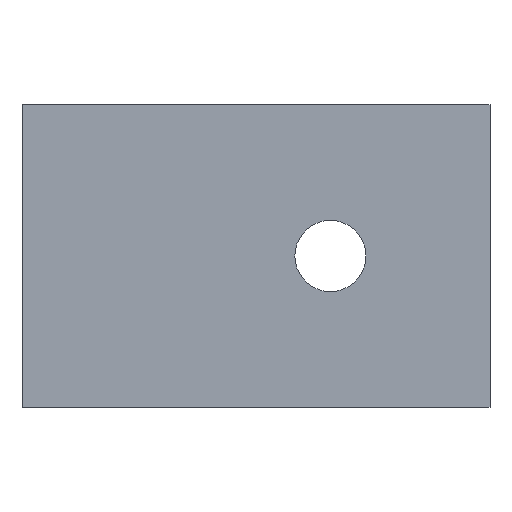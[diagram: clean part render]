
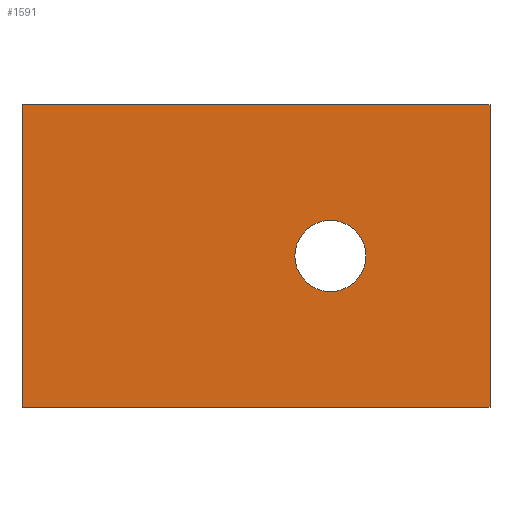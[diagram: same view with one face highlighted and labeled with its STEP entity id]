
A CAD part, front view. The second image highlights one B-rep face of the part: STEP entity #1591.
In plain terms, the highlighted planar face has unit normal (0, -1, 0).
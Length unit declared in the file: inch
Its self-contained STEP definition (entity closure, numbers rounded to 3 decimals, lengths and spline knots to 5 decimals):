
#41 = DIRECTION ( 'NONE',  ( 0., 0., 1. ) ) ;
#146 = DIRECTION ( 'NONE',  ( 0., 0., 1. ) ) ;
#163 = LINE ( 'NONE', #1744, #1926 ) ;
#217 = CARTESIAN_POINT ( 'NONE',  ( 0., 0., 0.82874 ) ) ;
#255 = EDGE_CURVE ( 'NONE', #2658, #2396, #611, .T. ) ;
#275 = EDGE_CURVE ( 'NONE', #2396, #2658, #1534, .T. ) ;
#375 = EDGE_CURVE ( 'NONE', #696, #2213, #163, .T. ) ;
#524 = DIRECTION ( 'NONE',  ( 0., -1., 0. ) ) ;
#611 = CIRCLE ( 'NONE', #2325, 0.19488 ) ;
#696 = VERTEX_POINT ( 'NONE', #968 ) ;
#780 = VERTEX_POINT ( 'NONE', #875 ) ;
#810 = CARTESIAN_POINT ( 'NONE',  ( 1.68898, 0., -0.19488 ) ) ;
#816 = ORIENTED_EDGE ( 'NONE', *, *, #255, .F. ) ;
#854 = LINE ( 'NONE', #2189, #1821 ) ;
#875 = CARTESIAN_POINT ( 'NONE',  ( 0., 0., 0.82874 ) ) ;
#934 = DIRECTION ( 'NONE',  ( 0., 0., 1. ) ) ;
#965 = ORIENTED_EDGE ( 'NONE', *, *, #2233, .F. ) ;
#968 = CARTESIAN_POINT ( 'NONE',  ( 2.56299, 0., -0.82874 ) ) ;
#1036 = ORIENTED_EDGE ( 'NONE', *, *, #2441, .F. ) ;
#1048 = AXIS2_PLACEMENT_3D ( 'NONE', #2892, #2410, #1712 ) ;
#1049 = DIRECTION ( 'NONE',  ( 1., 0., 0. ) ) ;
#1172 = EDGE_LOOP ( 'NONE', ( #816, #1763 ) ) ;
#1269 = ORIENTED_EDGE ( 'NONE', *, *, #2571, .F. ) ;
#1383 = CARTESIAN_POINT ( 'NONE',  ( 0., 0., -0.82874 ) ) ;
#1489 = EDGE_LOOP ( 'NONE', ( #1269, #1036, #965, #2212 ) ) ;
#1534 = CIRCLE ( 'NONE', #1779, 0.19488 ) ;
#1546 = DIRECTION ( 'NONE',  ( 0., -1., 0. ) ) ;
#1576 = DIRECTION ( 'NONE',  ( -1., 0., 0. ) ) ;
#1591 = ADVANCED_FACE ( 'NONE', ( #1928, #2393 ), #2380, .F. ) ;
#1712 = DIRECTION ( 'NONE',  ( 0., 0., 1. ) ) ;
#1744 = CARTESIAN_POINT ( 'NONE',  ( 0., 0., -0.82874 ) ) ;
#1763 = ORIENTED_EDGE ( 'NONE', *, *, #275, .F. ) ;
#1772 = VECTOR ( 'NONE', #2260, 39.37008 ) ;
#1779 = AXIS2_PLACEMENT_3D ( 'NONE', #2456, #1546, #146 ) ;
#1821 = VECTOR ( 'NONE', #1049, 39.37008 ) ;
#1926 = VECTOR ( 'NONE', #1576, 39.37008 ) ;
#1928 = FACE_OUTER_BOUND ( 'NONE', #1489, .T. ) ;
#2076 = LINE ( 'NONE', #3018, #1772 ) ;
#2147 = CARTESIAN_POINT ( 'NONE',  ( 1.68898, 0., 0. ) ) ;
#2189 = CARTESIAN_POINT ( 'NONE',  ( 0., 0., 0.82874 ) ) ;
#2212 = ORIENTED_EDGE ( 'NONE', *, *, #375, .F. ) ;
#2213 = VERTEX_POINT ( 'NONE', #1383 ) ;
#2233 = EDGE_CURVE ( 'NONE', #2213, #780, #2326, .T. ) ;
#2260 = DIRECTION ( 'NONE',  ( 0., 0., -1. ) ) ;
#2325 = AXIS2_PLACEMENT_3D ( 'NONE', #2147, #524, #41 ) ;
#2326 = LINE ( 'NONE', #217, #2466 ) ;
#2380 = PLANE ( 'NONE',  #1048 ) ;
#2393 = FACE_BOUND ( 'NONE', #1172, .T. ) ;
#2396 = VERTEX_POINT ( 'NONE', #810 ) ;
#2410 = DIRECTION ( 'NONE',  ( 0., 1., 0. ) ) ;
#2441 = EDGE_CURVE ( 'NONE', #780, #2602, #854, .T. ) ;
#2456 = CARTESIAN_POINT ( 'NONE',  ( 1.68898, 0., 0. ) ) ;
#2466 = VECTOR ( 'NONE', #934, 39.37008 ) ;
#2494 = CARTESIAN_POINT ( 'NONE',  ( 2.56299, 0., 0.82874 ) ) ;
#2571 = EDGE_CURVE ( 'NONE', #2602, #696, #2076, .T. ) ;
#2602 = VERTEX_POINT ( 'NONE', #2494 ) ;
#2658 = VERTEX_POINT ( 'NONE', #2963 ) ;
#2892 = CARTESIAN_POINT ( 'NONE',  ( 0., 0., 0.82874 ) ) ;
#2963 = CARTESIAN_POINT ( 'NONE',  ( 1.68898, 0., 0.19488 ) ) ;
#3018 = CARTESIAN_POINT ( 'NONE',  ( 2.56299, 0., 0.82874 ) ) ;
